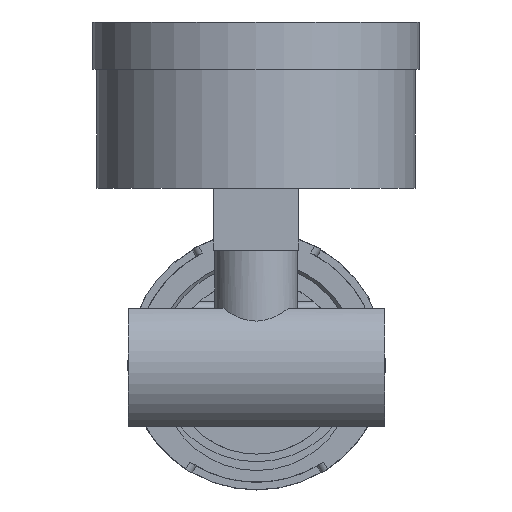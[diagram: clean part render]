
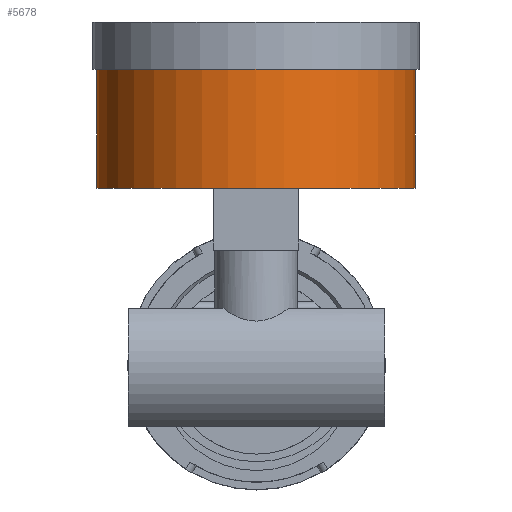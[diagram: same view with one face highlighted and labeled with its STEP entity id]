
A CAD part, front view. The second image highlights one B-rep face of the part: STEP entity #5678.
In plain terms, the highlighted cylindrical face has radius 25.8 mm (diameter 51.6 mm), a partial arc.
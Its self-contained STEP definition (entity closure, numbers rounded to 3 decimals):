
#342 = CIRCLE ( 'NONE', #39160, 25.8 ) ;
#980 = CARTESIAN_POINT ( 'NONE',  ( 25.8, 0., -27. ) ) ;
#1126 = EDGE_CURVE ( 'NONE', #25006, #20043, #34377, .T. ) ;
#3897 = ORIENTED_EDGE ( 'NONE', *, *, #41183, .F. ) ;
#4032 = ORIENTED_EDGE ( 'NONE', *, *, #34732, .T. ) ;
#4449 = ORIENTED_EDGE ( 'NONE', *, *, #1126, .T. ) ;
#4519 = CARTESIAN_POINT ( 'NONE',  ( -25.8, 0., -27. ) ) ;
#4564 = DIRECTION ( 'NONE',  ( 0., 0., 1. ) ) ;
#5678 = ADVANCED_FACE ( 'NONE', ( #20976 ), #24192, .T. ) ;
#6038 = EDGE_LOOP ( 'NONE', ( #4032, #4449, #46341, #3897 ) ) ;
#6550 = AXIS2_PLACEMENT_3D ( 'NONE', #35128, #13336, #38728 ) ;
#13336 = DIRECTION ( 'NONE',  ( 0., 0., 1. ) ) ;
#13733 = CARTESIAN_POINT ( 'NONE',  ( -25.8, 0., -7.7 ) ) ;
#14145 = DIRECTION ( 'NONE',  ( 0., 0., 1. ) ) ;
#15833 = VECTOR ( 'NONE', #40909, 1000. ) ;
#20043 = VERTEX_POINT ( 'NONE', #13733 ) ;
#20976 = FACE_OUTER_BOUND ( 'NONE', #6038, .T. ) ;
#22579 = DIRECTION ( 'NONE',  ( 1., 0., 0. ) ) ;
#23307 = CARTESIAN_POINT ( 'NONE',  ( 0., 0., -27. ) ) ;
#24025 = DIRECTION ( 'NONE',  ( 0., 0., 1. ) ) ;
#24192 = CYLINDRICAL_SURFACE ( 'NONE', #37883, 25.8 ) ;
#25006 = VERTEX_POINT ( 'NONE', #43031 ) ;
#25542 = EDGE_CURVE ( 'NONE', #31817, #20043, #342, .T. ) ;
#27442 = VERTEX_POINT ( 'NONE', #39906 ) ;
#31817 = VERTEX_POINT ( 'NONE', #41446 ) ;
#34377 = LINE ( 'NONE', #4519, #37762 ) ;
#34732 = EDGE_CURVE ( 'NONE', #27442, #25006, #39302, .T. ) ;
#35128 = CARTESIAN_POINT ( 'NONE',  ( 0., 0., -27. ) ) ;
#35289 = CARTESIAN_POINT ( 'NONE',  ( 0., 0., -7.7 ) ) ;
#37762 = VECTOR ( 'NONE', #4564, 1000. ) ;
#37883 = AXIS2_PLACEMENT_3D ( 'NONE', #23307, #24025, #22579 ) ;
#38728 = DIRECTION ( 'NONE',  ( 1., 0., 0. ) ) ;
#39160 = AXIS2_PLACEMENT_3D ( 'NONE', #35289, #14145, #39518 ) ;
#39302 = CIRCLE ( 'NONE', #6550, 25.8 ) ;
#39518 = DIRECTION ( 'NONE',  ( 1., 0., 0. ) ) ;
#39906 = CARTESIAN_POINT ( 'NONE',  ( 25.8, 0., -27. ) ) ;
#40909 = DIRECTION ( 'NONE',  ( 0., 0., 1. ) ) ;
#41183 = EDGE_CURVE ( 'NONE', #27442, #31817, #44707, .T. ) ;
#41446 = CARTESIAN_POINT ( 'NONE',  ( 25.8, 0., -7.7 ) ) ;
#43031 = CARTESIAN_POINT ( 'NONE',  ( -25.8, 0., -27. ) ) ;
#44707 = LINE ( 'NONE', #980, #15833 ) ;
#46341 = ORIENTED_EDGE ( 'NONE', *, *, #25542, .F. ) ;
